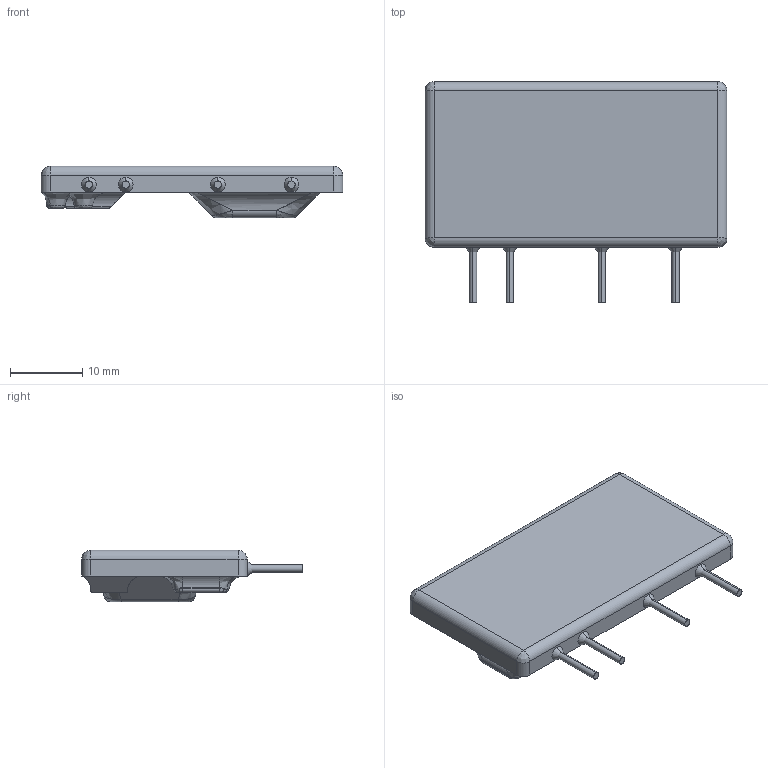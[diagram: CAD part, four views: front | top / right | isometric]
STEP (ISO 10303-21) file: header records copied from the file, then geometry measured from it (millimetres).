
FILE_DESCRIPTION (( 'STEP AP214' ), '1' );
FILE_NAME ('CMX.STEP', '2011-07-02T15:45:03', ( 'LALo' ), ( 'Edi Foundation' ), 'SwSTEP 2.0', 'SolidWorks 2011', '' );
FILE_SCHEMA (( 'AUTOMOTIVE_DESIGN' ));
Length unit declared in the file: inch
Products named in the file (1): CMX
Bounding box: 41.66 x 30.48 x 7.11 mm (x, y, z)
Surface area: 2612.1 mm2 (no closed solid volume)
Topology: 0 solids, 108 shells, 108 faces, 460 edges, 456 vertices
Faces by surface type: cylinder 46, plane 28, bspline 26, cone 8
Entity records: 8216 total; most frequent: CARTESIAN_POINT 4771, DIRECTION 574, ORIENTED_EDGE 456, EDGE_CURVE 456, VERTEX_POINT 456, AXIS2_PLACEMENT_3D 203, LINE 168, VECTOR 168
